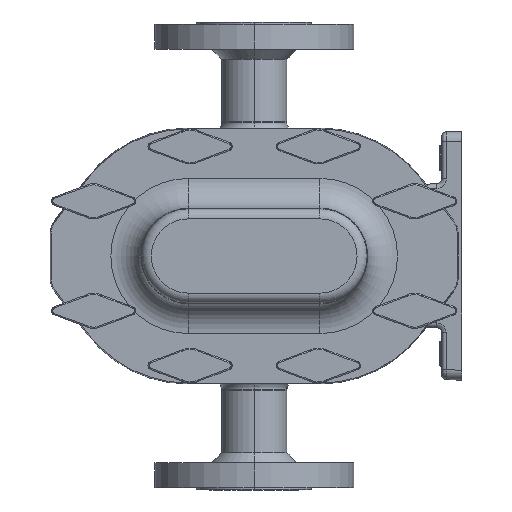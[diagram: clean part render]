
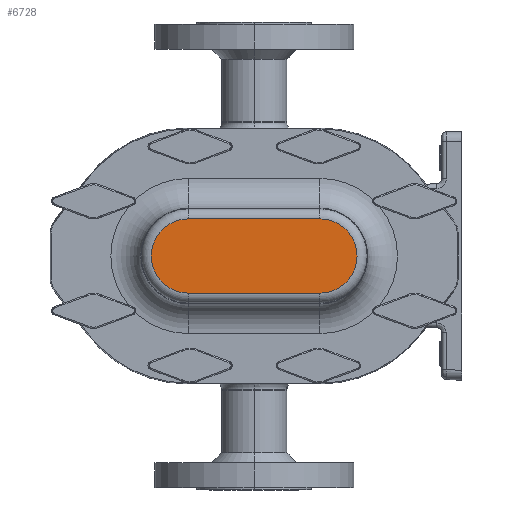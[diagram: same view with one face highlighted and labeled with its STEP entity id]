
A CAD part, left-side view. The second image highlights one B-rep face of the part: STEP entity #6728.
In plain terms, the highlighted face is planar.
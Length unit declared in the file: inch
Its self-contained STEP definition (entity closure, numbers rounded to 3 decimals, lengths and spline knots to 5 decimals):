
#2441 = CIRCLE ( 'NONE', #24784, 0.93358 ) ;
#3419 = AXIS2_PLACEMENT_3D ( 'NONE', #33611, #14721, #14511 ) ;
#3972 = DIRECTION ( 'NONE',  ( 0., 1., 0. ) ) ;
#5822 = ORIENTED_EDGE ( 'NONE', *, *, #27725, .T. ) ;
#6728 = ADVANCED_FACE ( 'NONE', ( #20895 ), #33817, .T. ) ;
#8012 = CARTESIAN_POINT ( 'NONE',  ( -0.93358, 0., 2.02 ) ) ;
#8752 = EDGE_LOOP ( 'NONE', ( #23830, #5822, #26543, #13880 ) ) ;
#9464 = VERTEX_POINT ( 'NONE', #28025 ) ;
#9937 = VERTEX_POINT ( 'NONE', #36802 ) ;
#13868 = CARTESIAN_POINT ( 'NONE',  ( 0., -3.3, 2.02 ) ) ;
#13880 = ORIENTED_EDGE ( 'NONE', *, *, #32624, .T. ) ;
#14443 = DIRECTION ( 'NONE',  ( 1., 0., 0. ) ) ;
#14511 = DIRECTION ( 'NONE',  ( 1., 0., 0. ) ) ;
#14721 = DIRECTION ( 'NONE',  ( 0., 0., 1. ) ) ;
#15636 = VERTEX_POINT ( 'NONE', #29724 ) ;
#20881 = DIRECTION ( 'NONE',  ( 1., 0., 0. ) ) ;
#20895 = FACE_OUTER_BOUND ( 'NONE', #8752, .T. ) ;
#23040 = LINE ( 'NONE', #26231, #40345 ) ;
#23795 = CARTESIAN_POINT ( 'NONE',  ( 0., 0., 2.02 ) ) ;
#23830 = ORIENTED_EDGE ( 'NONE', *, *, #28305, .T. ) ;
#24784 = AXIS2_PLACEMENT_3D ( 'NONE', #13868, #26812, #20881 ) ;
#25758 = VERTEX_POINT ( 'NONE', #8012 ) ;
#25798 = DIRECTION ( 'NONE',  ( 0., -1., 0. ) ) ;
#26225 = CARTESIAN_POINT ( 'NONE',  ( -0.93358, -3.3, 2.02 ) ) ;
#26231 = CARTESIAN_POINT ( 'NONE',  ( 0.93358, 0., 2.02 ) ) ;
#26543 = ORIENTED_EDGE ( 'NONE', *, *, #40431, .T. ) ;
#26812 = DIRECTION ( 'NONE',  ( 0., 0., 1. ) ) ;
#26969 = DIRECTION ( 'NONE',  ( 0., 0., 1. ) ) ;
#27725 = EDGE_CURVE ( 'NONE', #9937, #15636, #23040, .T. ) ;
#28025 = CARTESIAN_POINT ( 'NONE',  ( -0.93358, -3.3, 2.02 ) ) ;
#28305 = EDGE_CURVE ( 'NONE', #9464, #9937, #2441, .T. ) ;
#29724 = CARTESIAN_POINT ( 'NONE',  ( 0.93358, 0., 2.02 ) ) ;
#32066 = AXIS2_PLACEMENT_3D ( 'NONE', #23795, #26969, #14443 ) ;
#32624 = EDGE_CURVE ( 'NONE', #25758, #9464, #35768, .T. ) ;
#33611 = CARTESIAN_POINT ( 'NONE',  ( 0., 0., 2.02 ) ) ;
#33817 = PLANE ( 'NONE',  #3419 ) ;
#35768 = LINE ( 'NONE', #26225, #38546 ) ;
#36802 = CARTESIAN_POINT ( 'NONE',  ( 0.93358, -3.3, 2.02 ) ) ;
#37908 = CIRCLE ( 'NONE', #32066, 0.93358 ) ;
#38546 = VECTOR ( 'NONE', #25798, 39.37008 ) ;
#40345 = VECTOR ( 'NONE', #3972, 39.37008 ) ;
#40431 = EDGE_CURVE ( 'NONE', #15636, #25758, #37908, .T. ) ;
